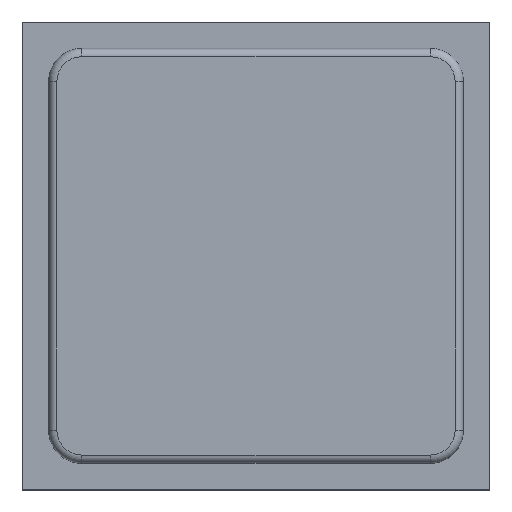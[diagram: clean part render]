
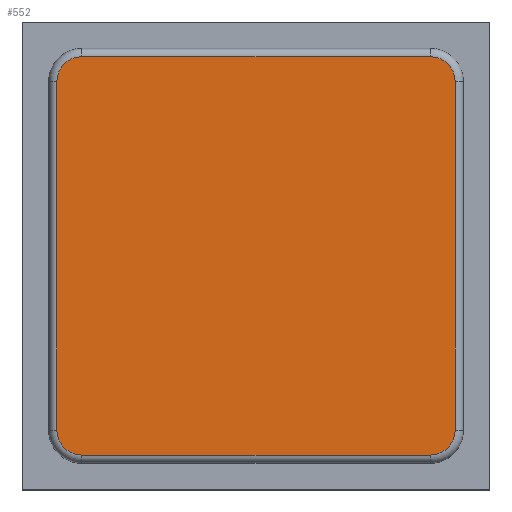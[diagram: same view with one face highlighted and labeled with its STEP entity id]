
A CAD part, top view. The second image highlights one B-rep face of the part: STEP entity #552.
In plain terms, the highlighted planar face has unit normal (0, 0, 1).
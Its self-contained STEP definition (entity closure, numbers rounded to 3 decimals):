
#32=CIRCLE('',#599,1.5);
#36=CIRCLE('',#605,1.5);
#40=CIRCLE('',#611,1.5);
#44=CIRCLE('',#617,1.5);
#74=FACE_OUTER_BOUND('',#108,.T.);
#108=EDGE_LOOP('',(#459,#460,#461,#462,#463,#464,#465,#466));
#148=LINE('',#875,#204);
#149=LINE('',#886,#205);
#151=LINE('',#898,#207);
#153=LINE('',#910,#209);
#204=VECTOR('',#700,10.);
#205=VECTOR('',#713,10.);
#207=VECTOR('',#727,10.);
#209=VECTOR('',#741,10.);
#255=VERTEX_POINT('',#868);
#258=VERTEX_POINT('',#873);
#260=VERTEX_POINT('',#878);
#262=VERTEX_POINT('',#884);
#264=VERTEX_POINT('',#890);
#266=VERTEX_POINT('',#896);
#268=VERTEX_POINT('',#902);
#270=VERTEX_POINT('',#908);
#314=EDGE_CURVE('',#258,#255,#148,.T.);
#316=EDGE_CURVE('',#260,#258,#32,.T.);
#319=EDGE_CURVE('',#262,#260,#149,.T.);
#322=EDGE_CURVE('',#264,#262,#36,.T.);
#325=EDGE_CURVE('',#266,#264,#151,.T.);
#328=EDGE_CURVE('',#268,#266,#40,.T.);
#331=EDGE_CURVE('',#270,#268,#153,.T.);
#334=EDGE_CURVE('',#255,#270,#44,.T.);
#459=ORIENTED_EDGE('',*,*,#314,.F.);
#460=ORIENTED_EDGE('',*,*,#316,.F.);
#461=ORIENTED_EDGE('',*,*,#319,.F.);
#462=ORIENTED_EDGE('',*,*,#322,.F.);
#463=ORIENTED_EDGE('',*,*,#325,.F.);
#464=ORIENTED_EDGE('',*,*,#328,.F.);
#465=ORIENTED_EDGE('',*,*,#331,.F.);
#466=ORIENTED_EDGE('',*,*,#334,.F.);
#520=PLANE('',#622);
#552=ADVANCED_FACE('',(#74),#520,.T.);
#599=AXIS2_PLACEMENT_3D('',#880,#705,#706);
#605=AXIS2_PLACEMENT_3D('',#892,#719,#720);
#611=AXIS2_PLACEMENT_3D('',#904,#733,#734);
#617=AXIS2_PLACEMENT_3D('',#914,#747,#748);
#622=AXIS2_PLACEMENT_3D('',#924,#762,#763);
#700=DIRECTION('',(0.,1.,0.));
#705=DIRECTION('center_axis',(0.,0.,-1.));
#706=DIRECTION('ref_axis',(-0.707,-0.707,0.));
#713=DIRECTION('',(-1.,0.,0.));
#719=DIRECTION('center_axis',(0.,0.,-1.));
#720=DIRECTION('ref_axis',(0.707,-0.707,0.));
#727=DIRECTION('',(0.,-1.,0.));
#733=DIRECTION('center_axis',(0.,0.,-1.));
#734=DIRECTION('ref_axis',(0.707,0.707,0.));
#741=DIRECTION('',(1.,0.,0.));
#747=DIRECTION('center_axis',(0.,0.,-1.));
#748=DIRECTION('ref_axis',(-0.707,0.707,0.));
#762=DIRECTION('center_axis',(0.,0.,1.));
#763=DIRECTION('ref_axis',(1.,0.,0.));
#868=CARTESIAN_POINT('',(0.6,23.1,7.));
#873=CARTESIAN_POINT('',(0.6,2.1,7.));
#875=CARTESIAN_POINT('',(0.6,18.85,7.));
#878=CARTESIAN_POINT('',(2.1,0.6,7.));
#880=CARTESIAN_POINT('Origin',(2.1,2.1,7.));
#884=CARTESIAN_POINT('',(23.1,0.6,7.));
#886=CARTESIAN_POINT('',(6.35,0.6,7.));
#890=CARTESIAN_POINT('',(24.6,2.1,7.));
#892=CARTESIAN_POINT('Origin',(23.1,2.1,7.));
#896=CARTESIAN_POINT('',(24.6,23.1,7.));
#898=CARTESIAN_POINT('',(24.6,6.35,7.));
#902=CARTESIAN_POINT('',(23.1,24.6,7.));
#904=CARTESIAN_POINT('Origin',(23.1,23.1,7.));
#908=CARTESIAN_POINT('',(2.1,24.6,7.));
#910=CARTESIAN_POINT('',(18.85,24.6,7.));
#914=CARTESIAN_POINT('Origin',(2.1,23.1,7.));
#924=CARTESIAN_POINT('Origin',(12.6,12.6,7.));
